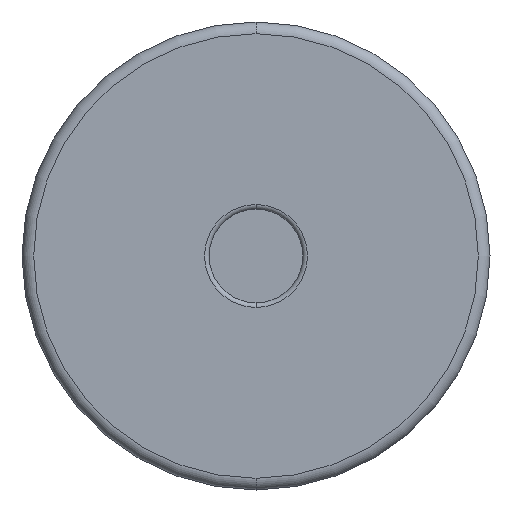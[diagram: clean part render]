
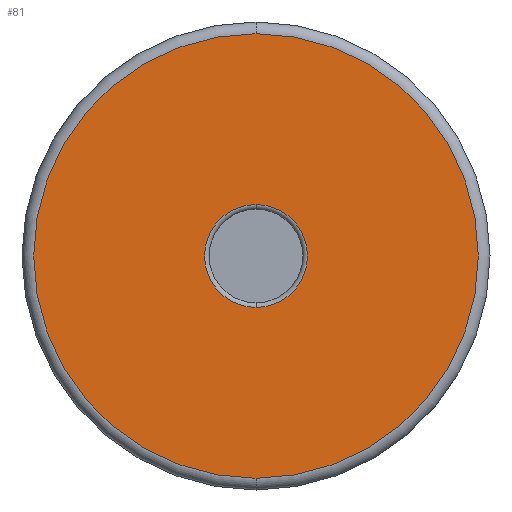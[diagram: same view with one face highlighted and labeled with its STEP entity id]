
A CAD part, front view. The second image highlights one B-rep face of the part: STEP entity #81.
In plain terms, the highlighted planar face has unit normal (0, -1, 0).
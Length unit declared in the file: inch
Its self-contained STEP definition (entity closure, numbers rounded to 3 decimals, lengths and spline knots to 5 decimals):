
#30 = EDGE_CURVE ( 'NONE', #258, #259, #47, .T. ) ;
#31 = EDGE_CURVE ( 'NONE', #261, #260, #50, .T. ) ;
#41 = EDGE_LOOP ( 'NONE', ( #285, #286 ) ) ;
#47 = CIRCLE ( 'NONE', #132, 0.475 ) ;
#50 = CIRCLE ( 'NONE', #137, 0.11 ) ;
#81 = ADVANCED_FACE ( 'NONE', ( #218, #199 ), #388, .F. ) ;
#97 = AXIS2_PLACEMENT_3D ( 'NONE', #525, #526, #527 ) ;
#102 = AXIS2_PLACEMENT_3D ( 'NONE', #531, #532, #533 ) ;
#132 = AXIS2_PLACEMENT_3D ( 'NONE', #326, #327, #328 ) ;
#137 = AXIS2_PLACEMENT_3D ( 'NONE', #329, #330, #331 ) ;
#154 = CIRCLE ( 'NONE', #97, 0.475 ) ;
#158 = CIRCLE ( 'NONE', #102, 0.11 ) ;
#196 = AXIS2_PLACEMENT_3D ( 'NONE', #389, #390, #391 ) ;
#199 = FACE_OUTER_BOUND ( 'NONE', #577, .T. ) ;
#218 = FACE_BOUND ( 'NONE', #41, .T. ) ;
#258 = VERTEX_POINT ( 'NONE', #499 ) ;
#259 = VERTEX_POINT ( 'NONE', #500 ) ;
#260 = VERTEX_POINT ( 'NONE', #501 ) ;
#261 = VERTEX_POINT ( 'NONE', #502 ) ;
#269 = ORIENTED_EDGE ( 'NONE', *, *, #584, .T. ) ;
#285 = ORIENTED_EDGE ( 'NONE', *, *, #586, .T. ) ;
#286 = ORIENTED_EDGE ( 'NONE', *, *, #31, .T. ) ;
#287 = ORIENTED_EDGE ( 'NONE', *, *, #30, .T. ) ;
#326 = CARTESIAN_POINT ( 'NONE',  ( 0., 0., 0. ) ) ;
#327 = DIRECTION ( 'NONE',  ( 0., -1., 0. ) ) ;
#328 = DIRECTION ( 'NONE',  ( 0., 0., 1. ) ) ;
#329 = CARTESIAN_POINT ( 'NONE',  ( 0., 0., 0. ) ) ;
#330 = DIRECTION ( 'NONE',  ( 0., 1., 0. ) ) ;
#331 = DIRECTION ( 'NONE',  ( 0., 0., 1. ) ) ;
#388 = PLANE ( 'NONE',  #196 ) ;
#389 = CARTESIAN_POINT ( 'NONE',  ( 0., 0., 0. ) ) ;
#390 = DIRECTION ( 'NONE',  ( 0., 1., 0. ) ) ;
#391 = DIRECTION ( 'NONE',  ( 0., 0., 1. ) ) ;
#499 = CARTESIAN_POINT ( 'NONE',  ( 0., 0., 0.475 ) ) ;
#500 = CARTESIAN_POINT ( 'NONE',  ( 0., 0., -0.475 ) ) ;
#501 = CARTESIAN_POINT ( 'NONE',  ( 0., 0., 0.11 ) ) ;
#502 = CARTESIAN_POINT ( 'NONE',  ( 0., 0., -0.11 ) ) ;
#525 = CARTESIAN_POINT ( 'NONE',  ( 0., 0., 0. ) ) ;
#526 = DIRECTION ( 'NONE',  ( 0., -1., 0. ) ) ;
#527 = DIRECTION ( 'NONE',  ( 0., 0., 1. ) ) ;
#531 = CARTESIAN_POINT ( 'NONE',  ( 0., 0., 0. ) ) ;
#532 = DIRECTION ( 'NONE',  ( 0., 1., 0. ) ) ;
#533 = DIRECTION ( 'NONE',  ( 0., 0., 1. ) ) ;
#577 = EDGE_LOOP ( 'NONE', ( #287, #269 ) ) ;
#584 = EDGE_CURVE ( 'NONE', #259, #258, #154, .T. ) ;
#586 = EDGE_CURVE ( 'NONE', #260, #261, #158, .T. ) ;
